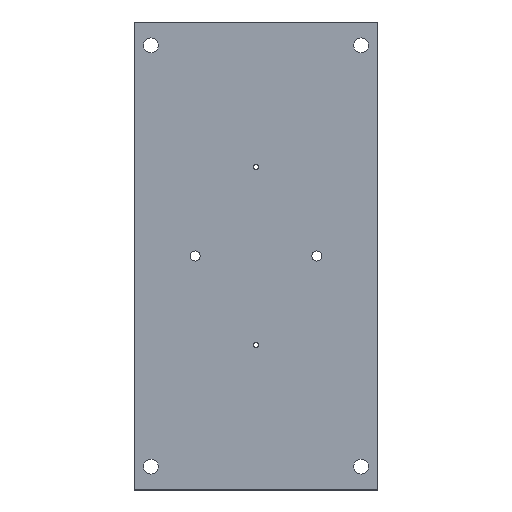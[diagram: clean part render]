
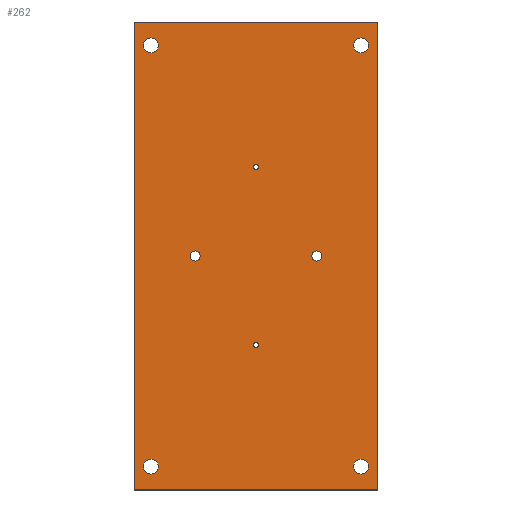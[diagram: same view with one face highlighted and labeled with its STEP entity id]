
A CAD part, top view. The second image highlights one B-rep face of the part: STEP entity #262.
In plain terms, the highlighted planar face has unit normal (0, 0, 1).
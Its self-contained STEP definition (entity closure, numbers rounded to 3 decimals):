
#28=CIRCLE('',#290,1.075);
#29=CIRCLE('',#291,1.075);
#30=CIRCLE('',#292,2.15);
#31=CIRCLE('',#293,2.15);
#32=CIRCLE('',#294,3.2);
#33=CIRCLE('',#295,3.2);
#34=CIRCLE('',#296,3.2);
#35=CIRCLE('',#297,3.2);
#60=ORIENTED_EDGE('',*,*,#112,.F.);
#61=ORIENTED_EDGE('',*,*,#113,.F.);
#62=ORIENTED_EDGE('',*,*,#114,.F.);
#63=ORIENTED_EDGE('',*,*,#115,.F.);
#64=ORIENTED_EDGE('',*,*,#116,.F.);
#65=ORIENTED_EDGE('',*,*,#117,.F.);
#66=ORIENTED_EDGE('',*,*,#118,.F.);
#67=ORIENTED_EDGE('',*,*,#119,.F.);
#68=ORIENTED_EDGE('',*,*,#102,.T.);
#69=ORIENTED_EDGE('',*,*,#106,.T.);
#70=ORIENTED_EDGE('',*,*,#109,.T.);
#71=ORIENTED_EDGE('',*,*,#111,.T.);
#102=EDGE_CURVE('',#131,#130,#154,.T.);
#106=EDGE_CURVE('',#130,#133,#158,.T.);
#109=EDGE_CURVE('',#133,#135,#161,.T.);
#111=EDGE_CURVE('',#135,#131,#163,.T.);
#112=EDGE_CURVE('',#136,#136,#28,.T.);
#113=EDGE_CURVE('',#137,#137,#29,.T.);
#114=EDGE_CURVE('',#138,#138,#30,.T.);
#115=EDGE_CURVE('',#139,#139,#31,.T.);
#116=EDGE_CURVE('',#140,#140,#32,.T.);
#117=EDGE_CURVE('',#141,#141,#33,.T.);
#118=EDGE_CURVE('',#142,#142,#34,.T.);
#119=EDGE_CURVE('',#143,#143,#35,.T.);
#130=VERTEX_POINT('',#395);
#131=VERTEX_POINT('',#397);
#133=VERTEX_POINT('',#403);
#135=VERTEX_POINT('',#409);
#136=VERTEX_POINT('',#416);
#137=VERTEX_POINT('',#418);
#138=VERTEX_POINT('',#420);
#139=VERTEX_POINT('',#422);
#140=VERTEX_POINT('',#424);
#141=VERTEX_POINT('',#426);
#142=VERTEX_POINT('',#428);
#143=VERTEX_POINT('',#430);
#154=LINE('',#396,#166);
#158=LINE('',#404,#170);
#161=LINE('',#410,#173);
#163=LINE('',#413,#175);
#166=VECTOR('',#321,1000.);
#170=VECTOR('',#327,1000.);
#173=VECTOR('',#332,1000.);
#175=VECTOR('',#336,1000.);
#180=EDGE_LOOP('',(#60));
#181=EDGE_LOOP('',(#61));
#182=EDGE_LOOP('',(#62));
#183=EDGE_LOOP('',(#63));
#184=EDGE_LOOP('',(#64));
#185=EDGE_LOOP('',(#65));
#186=EDGE_LOOP('',(#66));
#187=EDGE_LOOP('',(#67));
#188=EDGE_LOOP('',(#68,#69,#70,#71));
#218=FACE_BOUND('',#180,.T.);
#219=FACE_BOUND('',#181,.T.);
#220=FACE_BOUND('',#182,.T.);
#221=FACE_BOUND('',#183,.T.);
#222=FACE_BOUND('',#184,.T.);
#223=FACE_BOUND('',#185,.T.);
#224=FACE_BOUND('',#186,.T.);
#225=FACE_BOUND('',#187,.T.);
#226=FACE_BOUND('',#188,.T.);
#256=PLANE('',#289);
#262=ADVANCED_FACE('',(#218,#219,#220,#221,#222,#223,#224,#225,#226),#256,
 .T.);
#289=AXIS2_PLACEMENT_3D('',#414,#337,#338);
#290=AXIS2_PLACEMENT_3D('',#415,#339,#340);
#291=AXIS2_PLACEMENT_3D('',#417,#341,#342);
#292=AXIS2_PLACEMENT_3D('',#419,#343,#344);
#293=AXIS2_PLACEMENT_3D('',#421,#345,#346);
#294=AXIS2_PLACEMENT_3D('',#423,#347,#348);
#295=AXIS2_PLACEMENT_3D('',#425,#349,#350);
#296=AXIS2_PLACEMENT_3D('',#427,#351,#352);
#297=AXIS2_PLACEMENT_3D('',#429,#353,#354);
#321=DIRECTION('',(0.,-1.,0.));
#327=DIRECTION('',(1.,0.,0.));
#332=DIRECTION('',(0.,1.,0.));
#336=DIRECTION('',(-1.,0.,0.));
#337=DIRECTION('',(0.,0.,1.));
#338=DIRECTION('',(1.,0.,0.));
#339=DIRECTION('',(0.,0.,1.));
#340=DIRECTION('',(1.,0.,0.));
#341=DIRECTION('',(0.,0.,1.));
#342=DIRECTION('',(1.,0.,0.));
#343=DIRECTION('',(0.,0.,1.));
#344=DIRECTION('',(1.,0.,0.));
#345=DIRECTION('',(0.,0.,1.));
#346=DIRECTION('',(1.,0.,0.));
#347=DIRECTION('',(0.,0.,1.));
#348=DIRECTION('',(1.,0.,0.));
#349=DIRECTION('',(0.,0.,1.));
#350=DIRECTION('',(1.,0.,0.));
#351=DIRECTION('',(0.,0.,1.));
#352=DIRECTION('',(1.,0.,0.));
#353=DIRECTION('',(0.,0.,1.));
#354=DIRECTION('',(1.,0.,0.));
#395=CARTESIAN_POINT('',(-52.,-100.,0.9));
#396=CARTESIAN_POINT('',(-52.,100.,0.9));
#397=CARTESIAN_POINT('',(-52.,100.,0.9));
#403=CARTESIAN_POINT('',(52.,-100.,0.9));
#404=CARTESIAN_POINT('',(-52.,-100.,0.9));
#409=CARTESIAN_POINT('',(52.,100.,0.9));
#410=CARTESIAN_POINT('',(52.,-100.,0.9));
#413=CARTESIAN_POINT('',(52.,100.,0.9));
#414=CARTESIAN_POINT('',(0.,0.,0.9));
#415=CARTESIAN_POINT('',(0.,-38.,0.9));
#416=CARTESIAN_POINT('',(1.075,-38.,0.9));
#417=CARTESIAN_POINT('',(0.,38.,0.9));
#418=CARTESIAN_POINT('',(1.075,38.,0.9));
#419=CARTESIAN_POINT('',(26.,0.,0.9));
#420=CARTESIAN_POINT('',(28.15,0.,0.9));
#421=CARTESIAN_POINT('',(-26.,0.,0.9));
#422=CARTESIAN_POINT('',(-23.85,0.,0.9));
#423=CARTESIAN_POINT('',(-44.9,-90.,0.9));
#424=CARTESIAN_POINT('',(-41.7,-90.,0.9));
#425=CARTESIAN_POINT('',(44.9,-90.,0.9));
#426=CARTESIAN_POINT('',(48.1,-90.,0.9));
#427=CARTESIAN_POINT('',(44.9,90.,0.9));
#428=CARTESIAN_POINT('',(48.1,90.,0.9));
#429=CARTESIAN_POINT('',(-44.9,90.,0.9));
#430=CARTESIAN_POINT('',(-41.7,90.,0.9));
